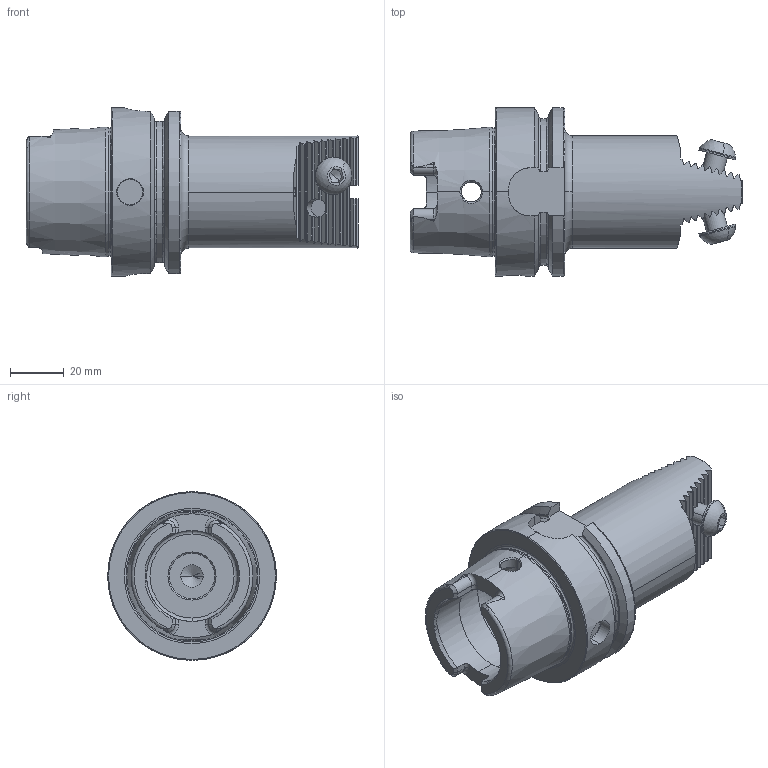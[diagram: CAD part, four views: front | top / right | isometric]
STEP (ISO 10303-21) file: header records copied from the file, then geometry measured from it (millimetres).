
FILE_DESCRIPTION (( 'STEP AP203' ), '1' );
FILE_NAME ('HA6.Z42.K22.120.STEP', '2024-08-20T13:14:19', ( '' ), ( '' ), 'SwSTEP 2.0', 'SolidWorks 2022', '' );
FILE_SCHEMA (( 'CONFIG_CONTROL_DESIGN' ));
Length unit declared in the file: millimetre
Products named in the file (5): HA6.Z42.K22.120; Z42-ER1.003.020_A_gespannt; Z42-ER1.001.020; Z42-ER1.002.020_A; HA6-Z42.K21.120_A_Fertigbearbeitung
Assembly tree (5 placements, depth 3):
  HA6.Z42.K22.120
    HA6-Z42.K21.120_A_Fertigbearbeitung
    Z42-ER1.001.020  x2
      Z42-ER1.002.020_A
      Z42-ER1.003.020_A_gespannt
Bounding box: 124.1 x 63 x 63 mm (x, y, z)
Volume: 155893.6 mm3; surface area: 35570.9 mm2
Topology: 5 solids, 5 shells, 408 faces, 1110 edges, 701 vertices
Faces by surface type: plane 183, cylinder 120, cone 54, torus 35, bspline 12, sphere 4
Entity records: 14058 total; most frequent: CARTESIAN_POINT 4853, ORIENTED_EDGE 2052, DIRECTION 1597, EDGE_CURVE 1026, VERTEX_POINT 658, AXIS2_PLACEMENT_3D 618, EDGE_LOOP 390, ADVANCED_FACE 375
